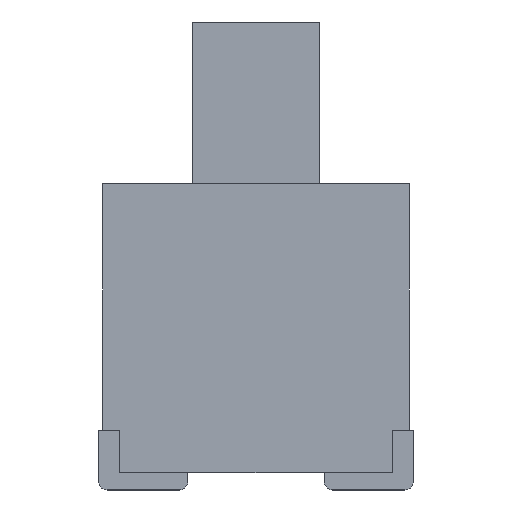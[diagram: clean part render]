
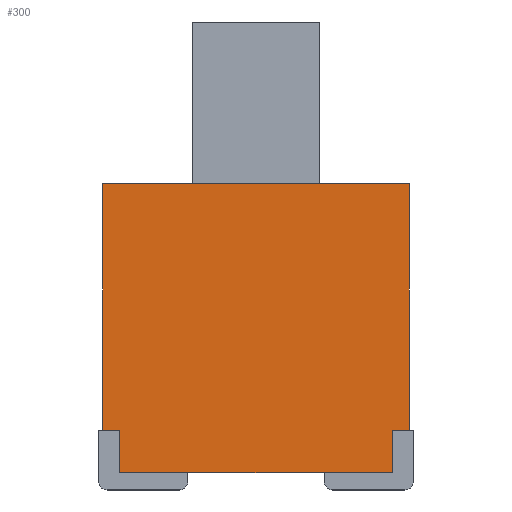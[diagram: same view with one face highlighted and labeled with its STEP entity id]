
A CAD part, left-side view. The second image highlights one B-rep face of the part: STEP entity #300.
In plain terms, the highlighted planar face has unit normal (-1, 0, 0).
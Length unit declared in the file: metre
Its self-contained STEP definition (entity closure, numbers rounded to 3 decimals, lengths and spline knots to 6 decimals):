
#300 = ADVANCED_FACE( '', ( #597 ), #598, .F. );
#597 = FACE_OUTER_BOUND( '', #905, .T. );
#598 = PLANE( '', #906 );
#905 = EDGE_LOOP( '', ( #1560, #1561, #1562, #1563, #1564, #1565, #1566, #1567 ) );
#906 = AXIS2_PLACEMENT_3D( '', #1568, #1569, #1570 );
#1560 = ORIENTED_EDGE( '', *, *, #1666, .T. );
#1561 = ORIENTED_EDGE( '', *, *, #1849, .T. );
#1562 = ORIENTED_EDGE( '', *, *, #1928, .T. );
#1563 = ORIENTED_EDGE( '', *, *, #1876, .T. );
#1564 = ORIENTED_EDGE( '', *, *, #1839, .T. );
#1565 = ORIENTED_EDGE( '', *, *, #1899, .T. );
#1566 = ORIENTED_EDGE( '', *, *, #1844, .T. );
#1567 = ORIENTED_EDGE( '', *, *, #1883, .T. );
#1568 = CARTESIAN_POINT( '', ( 0., 0.0018, 0.0019 ) );
#1569 = DIRECTION( '', ( 1., 0., 0. ) );
#1570 = DIRECTION( '', ( 0., 1., 0. ) );
#1666 = EDGE_CURVE( '', #1943, #1944, #1945, .T. );
#1839 = EDGE_CURVE( '', #2224, #2225, #2226, .T. );
#1844 = EDGE_CURVE( '', #2233, #2234, #2235, .T. );
#1849 = EDGE_CURVE( '', #1944, #2242, #2243, .T. );
#1876 = EDGE_CURVE( '', #2279, #2224, #2280, .T. );
#1883 = EDGE_CURVE( '', #2234, #1943, #2288, .T. );
#1899 = EDGE_CURVE( '', #2225, #2233, #2304, .T. );
#1928 = EDGE_CURVE( '', #2242, #2279, #2333, .T. );
#1943 = VERTEX_POINT( '', #2348 );
#1944 = VERTEX_POINT( '', #2349 );
#1945 = LINE( '', #2350, #2351 );
#2224 = VERTEX_POINT( '', #2739 );
#2225 = VERTEX_POINT( '', #2740 );
#2226 = LINE( '', #2741, #2742 );
#2233 = VERTEX_POINT( '', #2752 );
#2234 = VERTEX_POINT( '', #2753 );
#2235 = LINE( '', #2754, #2755 );
#2242 = VERTEX_POINT( '', #2765 );
#2243 = LINE( '', #2766, #2767 );
#2279 = VERTEX_POINT( '', #2818 );
#2280 = LINE( '', #2819, #2820 );
#2288 = LINE( '', #2832, #2833 );
#2304 = LINE( '', #2854, #2855 );
#2333 = LINE( '', #2895, #2896 );
#2348 = CARTESIAN_POINT( '', ( 0., 0., 0.0007 ) );
#2349 = CARTESIAN_POINT( '', ( 0., 0., 0.0036 ) );
#2350 = CARTESIAN_POINT( '', ( 0., 0., 0.00215 ) );
#2351 = VECTOR( '', #2912, 1. );
#2739 = CARTESIAN_POINT( '', ( 0., 0.0034, 0.0007 ) );
#2740 = CARTESIAN_POINT( '', ( 0., 0.0034, 0.0002 ) );
#2741 = CARTESIAN_POINT( '', ( 0., 0.0034, 0.00045 ) );
#2742 = VECTOR( '', #3094, 1. );
#2752 = CARTESIAN_POINT( '', ( 0., 0.0002, 0.0002 ) );
#2753 = CARTESIAN_POINT( '', ( 0., 0.0002, 0.0007 ) );
#2754 = CARTESIAN_POINT( '', ( 0., 0.0002, 0.00045 ) );
#2755 = VECTOR( '', #3098, 1. );
#2765 = CARTESIAN_POINT( '', ( 0., 0.0036, 0.0036 ) );
#2766 = CARTESIAN_POINT( '', ( 0., 0.0018, 0.0036 ) );
#2767 = VECTOR( '', #3102, 1. );
#2818 = CARTESIAN_POINT( '', ( 0., 0.0036, 0.0007 ) );
#2819 = CARTESIAN_POINT( '', ( 0., 0.0035, 0.0007 ) );
#2820 = VECTOR( '', #3130, 1. );
#2832 = CARTESIAN_POINT( '', ( 0., 0.0001, 0.0007 ) );
#2833 = VECTOR( '', #3135, 1. );
#2854 = CARTESIAN_POINT( '', ( 0., 0.0018, 0.0002 ) );
#2855 = VECTOR( '', #3153, 1. );
#2895 = CARTESIAN_POINT( '', ( 0., 0.0036, 0.00215 ) );
#2896 = VECTOR( '', #3165, 1. );
#2912 = DIRECTION( '', ( 0., 0., 1. ) );
#3094 = DIRECTION( '', ( 0., 0., -1. ) );
#3098 = DIRECTION( '', ( 0., 0., 1. ) );
#3102 = DIRECTION( '', ( 0., 1., 0. ) );
#3130 = DIRECTION( '', ( 0., -1., 0. ) );
#3135 = DIRECTION( '', ( 0., -1., 0. ) );
#3153 = DIRECTION( '', ( 0., -1., 0. ) );
#3165 = DIRECTION( '', ( 0., 0., -1. ) );
